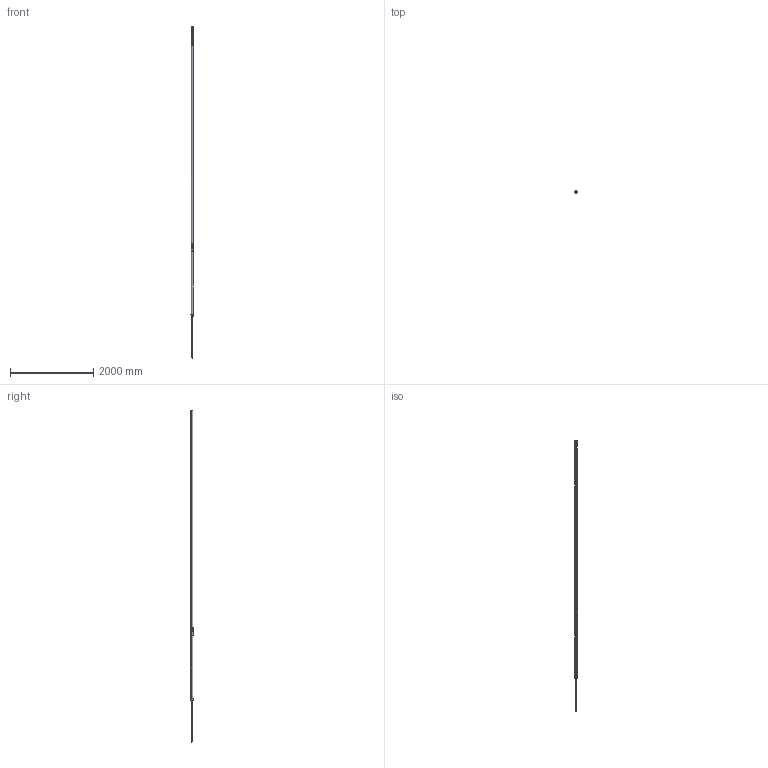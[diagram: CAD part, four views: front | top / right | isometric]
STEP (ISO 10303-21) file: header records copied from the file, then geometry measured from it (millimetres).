
FILE_DESCRIPTION(('Creo Elements/Direct Modeling STEP Export'),'2;1');
FILE_NAME('5408878.stp','2019-11-06T15:37:16',(''),(''),'Creo Elements/Direct Modeling STEP processor for AP214 (Solid Model)','Creo Elements/Direct Modeling 18.0B 02-Dec-2011 (C) Parametric Technology GmbH','');
FILE_SCHEMA(('AUTOMOTIVE_DESIGN { 1 0 10303 214 1 1 1 1 }'));
Products named in the file (13): ETIKETT.PRT; T2.PRT; T1.PRT; NIET_4_1_1.PRT; NIET_8.PRT; ALUMINIUMMAST_OHNE_AUSLASS.PRT; FANGSTANGE.PRT; DREHTEIL.PRT; 5408938T1.PRT; 5408938T3.PRT; 5408938T2.PRT; ISFANG_IN_8000_OHNE_AUSLASS_1.ASM; 5408878.stp
Assembly tree (20 placements, depth 3):
  5408878.stp
    ISFANG_IN_8000_OHNE_AUSLASS_1.ASM
      5408938T2.PRT
      5408938T3.PRT
      T2.PRT  x4
      5408938T1.PRT
      T1.PRT  x4
      DREHTEIL.PRT
      FANGSTANGE.PRT
      ALUMINIUMMAST_OHNE_AUSLASS.PRT
      NIET_8.PRT  x2
      NIET_4_1_1.PRT  x2
      ETIKETT.PRT
Bounding box: 61.62 x 63.3 x 8000 mm (x, y, z)
Volume: 5013536.4 mm3; surface area: 2128392.8 mm2
Topology: 19 solids, 19 shells, 2057 faces, 5688 edges, 3750 vertices
Faces by surface type: plane 1051, bspline 739, cylinder 181, cone 78, torus 8
Entity records: 87991 total; most frequent: CARTESIAN_POINT 31607, ORIENTED_EDGE 10884, DIRECTION 8215, EDGE_CURVE 5442, VERTEX_POINT 3600, AXIS2_PLACEMENT_3D 3025, VECTOR 2165, LINE 2165
